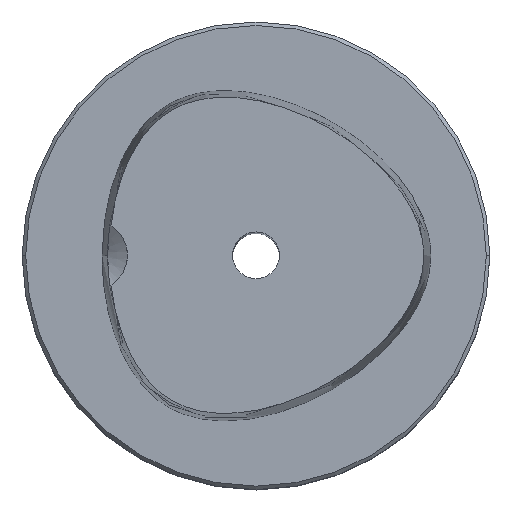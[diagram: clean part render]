
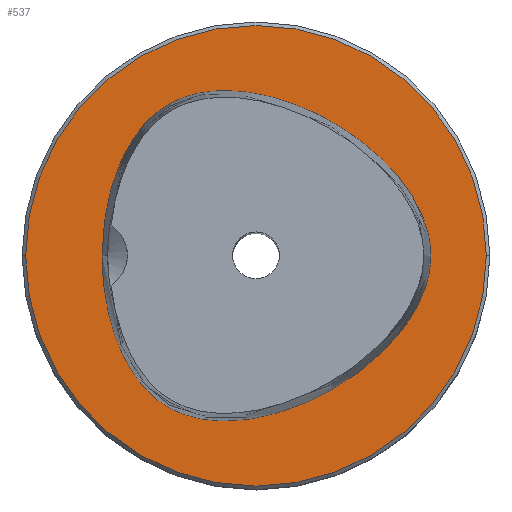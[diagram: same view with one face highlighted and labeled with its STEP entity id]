
A CAD part, top view. The second image highlights one B-rep face of the part: STEP entity #537.
In plain terms, the highlighted planar face has unit normal (0, 0, 1).
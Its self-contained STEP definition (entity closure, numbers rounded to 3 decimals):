
#48=CARTESIAN_POINT('',(14.963,0.,0.));
#49=CARTESIAN_POINT('',(14.963,-2.183,0.));
#50=CARTESIAN_POINT('',(13.1,-6.538,0.001));
#51=CARTESIAN_POINT('',(6.819,-11.812,0.001));
#52=CARTESIAN_POINT('',(-0.887,-14.614,
0.001));
#53=CARTESIAN_POINT('',(-7.947,-13.766,0.001));
#54=CARTESIAN_POINT('',(-12.213,-8.075,0.001));
#55=CARTESIAN_POINT('',(-13.163,-2.692,0.));
#56=CARTESIAN_POINT('',(-13.163,0.,0.));
#97=CARTESIAN_POINT('',(0.,0.,0.));
#98=DIRECTION('',(0.,0.,1.));
#99=DIRECTION('',(1.,0.,0.));
#100=AXIS2_PLACEMENT_3D('',#97,#98,#99);
#105=CARTESIAN_POINT('',(0.,0.,0.));
#106=DIRECTION('',(0.,0.,1.));
#107=DIRECTION('',(-1.,0.,0.));
#108=AXIS2_PLACEMENT_3D('',#105,#106,#107);
#113=CARTESIAN_POINT('',(-13.163,0.,0.));
#114=CARTESIAN_POINT('',(-13.163,2.692,0.));
#115=CARTESIAN_POINT('',(-12.213,8.075,0.001));
#116=CARTESIAN_POINT('',(-7.947,13.766,0.001));
#117=CARTESIAN_POINT('',(-0.887,14.614,
0.001));
#118=CARTESIAN_POINT('',(6.819,11.812,0.001));
#119=CARTESIAN_POINT('',(13.1,6.538,0.001));
#120=CARTESIAN_POINT('',(14.963,2.183,0.));
#121=CARTESIAN_POINT('',(14.963,0.,0.));
#417=CARTESIAN_POINT('',(19.7,0.,0.));
#418=CARTESIAN_POINT('',(-19.7,0.,0.));
#419=VERTEX_POINT('',#417);
#420=VERTEX_POINT('',#418);
#425=VERTEX_POINT('',#48);
#426=VERTEX_POINT('',#56);
#521=CARTESIAN_POINT('',(0.,0.,0.));
#522=DIRECTION('',(0.,0.,-1.));
#523=DIRECTION('',(-1.,0.,0.));
#524=AXIS2_PLACEMENT_3D('',#521,#522,#523);
#525=PLANE('',#524);
#527=ORIENTED_EDGE('',*,*,#526,.F.);
#529=ORIENTED_EDGE('',*,*,#528,.F.);
#530=EDGE_LOOP('',(#527,#529));
#531=FACE_OUTER_BOUND('',#530,.F.);
#532=ORIENTED_EDGE('',*,*,#507,.F.);
#534=ORIENTED_EDGE('',*,*,#533,.F.);
#535=EDGE_LOOP('',(#532,#534));
#536=FACE_BOUND('',#535,.F.);
#57=B_SPLINE_CURVE_WITH_KNOTS('',3,(#48,#49,#50,#51,#52,#53,#54,#55,#56),
.UNSPECIFIED.,.F.,.F.,(4,1,1,1,1,1,4),(0.,0.167,0.333,
0.5,0.667,0.833,1.),.UNSPECIFIED.);
#101=CIRCLE('',#100,19.7);
#109=CIRCLE('',#108,19.7);
#122=B_SPLINE_CURVE_WITH_KNOTS('',3,(#113,#114,#115,#116,#117,#118,#119,#120,
#121),.UNSPECIFIED.,.F.,.F.,(4,1,1,1,1,1,4),(0.,0.167,
0.333,0.5,0.667,0.833,1.),
.UNSPECIFIED.);
#507=EDGE_CURVE('',#425,#426,#57,.T.);
#526=EDGE_CURVE('',#419,#420,#101,.T.);
#528=EDGE_CURVE('',#420,#419,#109,.T.);
#533=EDGE_CURVE('',#426,#425,#122,.T.);
#537=ADVANCED_FACE('',(#531,#536),#525,.F.);
